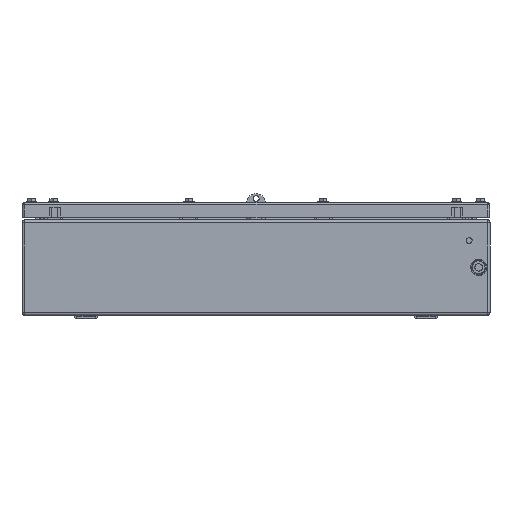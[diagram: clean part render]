
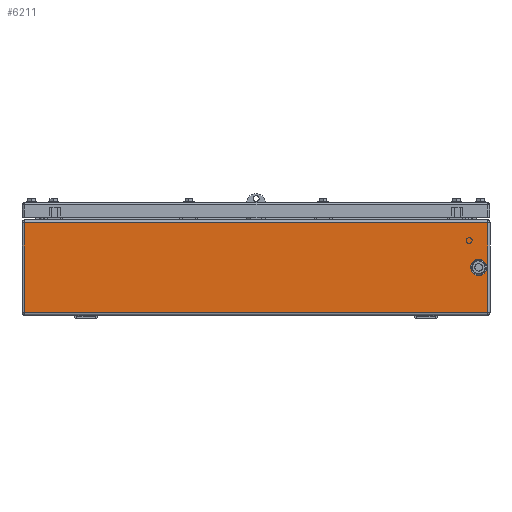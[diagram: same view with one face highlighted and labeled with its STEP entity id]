
A CAD part, left-side view. The second image highlights one B-rep face of the part: STEP entity #6211.
In plain terms, the highlighted planar face has unit normal (-1, 0, 0).
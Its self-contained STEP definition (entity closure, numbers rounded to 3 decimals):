
#5854=AXIS2_PLACEMENT_3D('Circle Axis2P3D',#5852,#5853,$) ;
#5902=AXIS2_PLACEMENT_3D('Circle Axis2P3D',#5900,#5901,$) ;
#6178=AXIS2_PLACEMENT_3D('Plane Axis2P3D',#6175,#6176,#6177) ;
#5594=CARTESIAN_POINT('Vertex',(25.5,3.,126.5)) ;
#5607=CARTESIAN_POINT('Vertex',(25.5,617.,126.5)) ;
#5610=CARTESIAN_POINT('Line Origine',(25.5,310.,126.5)) ;
#5849=CARTESIAN_POINT('Vertex',(25.5,9.85,72.46)) ;
#5852=CARTESIAN_POINT('Axis2P3D Location',(25.5,15.,67.5)) ;
#5856=CARTESIAN_POINT('Vertex',(25.5,20.15,72.46)) ;
#5876=CARTESIAN_POINT('Line Origine',(25.5,20.15,67.5)) ;
#5880=CARTESIAN_POINT('Vertex',(25.5,20.15,62.54)) ;
#5900=CARTESIAN_POINT('Axis2P3D Location',(25.5,15.,67.5)) ;
#5904=CARTESIAN_POINT('Vertex',(25.5,9.85,62.54)) ;
#5924=CARTESIAN_POINT('Line Origine',(25.5,9.85,67.5)) ;
#6175=CARTESIAN_POINT('Axis2P3D Location',(25.5,620.,130.5)) ;
#6180=CARTESIAN_POINT('Line Origine',(25.5,617.,67.)) ;
#6184=CARTESIAN_POINT('Vertex',(25.5,617.,7.5)) ;
#6187=CARTESIAN_POINT('Line Origine',(25.5,310.,7.5)) ;
#6191=CARTESIAN_POINT('Vertex',(25.5,3.,7.5)) ;
#6194=CARTESIAN_POINT('Line Origine',(25.5,3.,67.)) ;
#5611=DIRECTION('Vector Direction',(0.,-1.,0.)) ;
#5853=DIRECTION('Axis2P3D Direction',(-1.,0.,0.)) ;
#5877=DIRECTION('Vector Direction',(0.,0.,-1.)) ;
#5901=DIRECTION('Axis2P3D Direction',(-1.,0.,0.)) ;
#5925=DIRECTION('Vector Direction',(0.,0.,1.)) ;
#6176=DIRECTION('Axis2P3D Direction',(1.,0.,0.)) ;
#6177=DIRECTION('Axis2P3D XDirection',(0.,1.,0.)) ;
#6181=DIRECTION('Vector Direction',(0.,0.,-1.)) ;
#6188=DIRECTION('Vector Direction',(0.,-1.,0.)) ;
#6195=DIRECTION('Vector Direction',(0.,0.,1.)) ;
#5612=VECTOR('Line Direction',#5611,1.) ;
#5878=VECTOR('Line Direction',#5877,1.) ;
#5926=VECTOR('Line Direction',#5925,1.) ;
#6182=VECTOR('Line Direction',#6181,1.) ;
#6189=VECTOR('Line Direction',#6188,1.) ;
#6196=VECTOR('Line Direction',#6195,1.) ;
#6200=ORIENTED_EDGE('',*,*,#6186,.T.) ;
#6201=ORIENTED_EDGE('',*,*,#6193,.T.) ;
#6202=ORIENTED_EDGE('',*,*,#6198,.T.) ;
#6203=ORIENTED_EDGE('',*,*,#5614,.T.) ;
#6206=ORIENTED_EDGE('',*,*,#5882,.F.) ;
#6207=ORIENTED_EDGE('',*,*,#5858,.F.) ;
#6208=ORIENTED_EDGE('',*,*,#5928,.F.) ;
#6209=ORIENTED_EDGE('',*,*,#5906,.F.) ;
#6210=FACE_BOUND('',#6205,.T.) ;
#6211=ADVANCED_FACE('Body',(#6204,#6210),#6179,.F.) ;
#5855=CIRCLE('generated circle',#5854,7.15) ;
#5903=CIRCLE('generated circle',#5902,7.15) ;
#5614=EDGE_CURVE('',#5595,#5608,#5613,.F.) ;
#5858=EDGE_CURVE('',#5850,#5857,#5855,.T.) ;
#5882=EDGE_CURVE('',#5857,#5881,#5879,.T.) ;
#5906=EDGE_CURVE('',#5881,#5905,#5903,.T.) ;
#5928=EDGE_CURVE('',#5905,#5850,#5927,.T.) ;
#6186=EDGE_CURVE('',#5608,#6185,#6183,.T.) ;
#6193=EDGE_CURVE('',#6185,#6192,#6190,.T.) ;
#6198=EDGE_CURVE('',#6192,#5595,#6197,.T.) ;
#6199=EDGE_LOOP('',(#6200,#6201,#6202,#6203)) ;
#6205=EDGE_LOOP('',(#6206,#6207,#6208,#6209)) ;
#6204=FACE_OUTER_BOUND('',#6199,.T.) ;
#5613=LINE('Line',#5610,#5612) ;
#5879=LINE('Line',#5876,#5878) ;
#5927=LINE('Line',#5924,#5926) ;
#6183=LINE('Line',#6180,#6182) ;
#6190=LINE('Line',#6187,#6189) ;
#6197=LINE('Line',#6194,#6196) ;
#6179=PLANE('',#6178) ;
#5595=VERTEX_POINT('',#5594) ;
#5608=VERTEX_POINT('',#5607) ;
#5850=VERTEX_POINT('',#5849) ;
#5857=VERTEX_POINT('',#5856) ;
#5881=VERTEX_POINT('',#5880) ;
#5905=VERTEX_POINT('',#5904) ;
#6185=VERTEX_POINT('',#6184) ;
#6192=VERTEX_POINT('',#6191) ;
